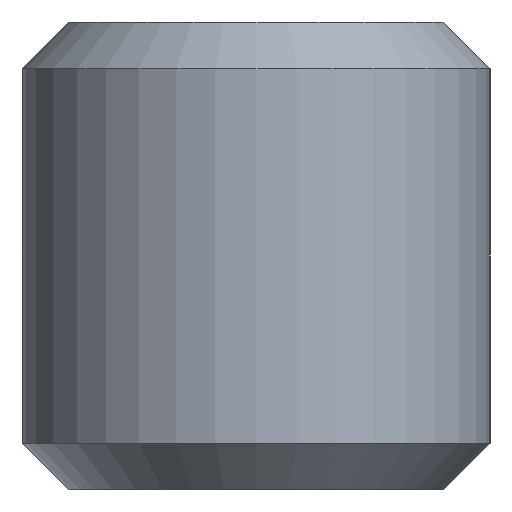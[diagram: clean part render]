
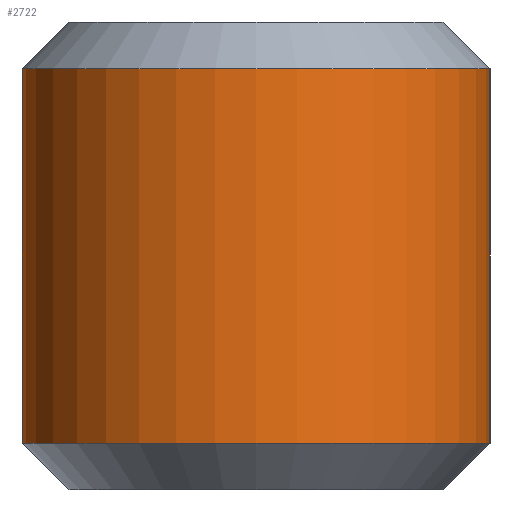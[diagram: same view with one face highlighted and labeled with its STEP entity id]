
A CAD part, left-side view. The second image highlights one B-rep face of the part: STEP entity #2722.
In plain terms, the highlighted cylindrical face has radius 5 mm (diameter 10 mm), a partial arc.
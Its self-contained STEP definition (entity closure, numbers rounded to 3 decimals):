
#132 = CONICAL_SURFACE('',#133,5.,0.785);
#133 = AXIS2_PLACEMENT_3D('',#134,#135,#136);
#134 = CARTESIAN_POINT('',(0.,0.,1.));
#135 = DIRECTION('',(0.,0.,1.));
#136 = DIRECTION('',(0.,1.,-0.));
#541 = PLANE('',#542);
#542 = AXIS2_PLACEMENT_3D('',#543,#544,#545);
#543 = CARTESIAN_POINT('',(0.,5.,0.));
#544 = DIRECTION('',(0.,1.,0.));
#545 = DIRECTION('',(1.,0.,0.));
#602 = VERTEX_POINT('',#603);
#603 = CARTESIAN_POINT('',(0.,5.,1.));
#941 = VERTEX_POINT('',#942);
#942 = CARTESIAN_POINT('',(0.,-5.,1.));
#961 = EDGE_CURVE('',#602,#941,#962,.T.);
#962 = SURFACE_CURVE('',#963,(#968,#975),.PCURVE_S1.);
#963 = CIRCLE('',#964,5.);
#964 = AXIS2_PLACEMENT_3D('',#965,#966,#967);
#965 = CARTESIAN_POINT('',(0.,0.,1.));
#966 = DIRECTION('',(0.,0.,1.));
#967 = DIRECTION('',(0.,1.,-0.));
#968 = PCURVE('',#132,#969);
#969 = DEFINITIONAL_REPRESENTATION('',(#970),#974);
#970 = LINE('',#971,#972);
#971 = CARTESIAN_POINT('',(0.,0.));
#972 = VECTOR('',#973,1.);
#973 = DIRECTION('',(1.,0.));
#974 = ( GEOMETRIC_REPRESENTATION_CONTEXT(2) 
PARAMETRIC_REPRESENTATION_CONTEXT() REPRESENTATION_CONTEXT('2D SPACE',''
  ) );
#975 = PCURVE('',#976,#981);
#976 = CYLINDRICAL_SURFACE('',#977,5.);
#977 = AXIS2_PLACEMENT_3D('',#978,#979,#980);
#978 = CARTESIAN_POINT('',(0.,0.,0.));
#979 = DIRECTION('',(-0.,-0.,-1.));
#980 = DIRECTION('',(1.,0.,0.));
#981 = DEFINITIONAL_REPRESENTATION('',(#982),#986);
#982 = LINE('',#983,#984);
#983 = CARTESIAN_POINT('',(-1.571,-1.));
#984 = VECTOR('',#985,1.);
#985 = DIRECTION('',(-1.,0.));
#986 = ( GEOMETRIC_REPRESENTATION_CONTEXT(2) 
PARAMETRIC_REPRESENTATION_CONTEXT() REPRESENTATION_CONTEXT('2D SPACE',''
  ) );
#1301 = PLANE('',#1302);
#1302 = AXIS2_PLACEMENT_3D('',#1303,#1304,#1305);
#1303 = CARTESIAN_POINT('',(0.,-5.,0.));
#1304 = DIRECTION('',(0.,1.,0.));
#1305 = DIRECTION('',(1.,0.,0.));
#2075 = EDGE_CURVE('',#602,#2076,#2078,.T.);
#2076 = VERTEX_POINT('',#2077);
#2077 = CARTESIAN_POINT('',(0.,5.,9.));
#2078 = SURFACE_CURVE('',#2079,(#2083,#2090),.PCURVE_S1.);
#2079 = LINE('',#2080,#2081);
#2080 = CARTESIAN_POINT('',(0.,5.,0.));
#2081 = VECTOR('',#2082,1.);
#2082 = DIRECTION('',(0.,0.,1.));
#2083 = PCURVE('',#541,#2084);
#2084 = DEFINITIONAL_REPRESENTATION('',(#2085),#2089);
#2085 = LINE('',#2086,#2087);
#2086 = CARTESIAN_POINT('',(0.,0.));
#2087 = VECTOR('',#2088,1.);
#2088 = DIRECTION('',(0.,-1.));
#2089 = ( GEOMETRIC_REPRESENTATION_CONTEXT(2) 
PARAMETRIC_REPRESENTATION_CONTEXT() REPRESENTATION_CONTEXT('2D SPACE',''
  ) );
#2090 = PCURVE('',#976,#2091);
#2091 = DEFINITIONAL_REPRESENTATION('',(#2092),#2096);
#2092 = LINE('',#2093,#2094);
#2093 = CARTESIAN_POINT('',(-1.571,0.));
#2094 = VECTOR('',#2095,1.);
#2095 = DIRECTION('',(-0.,-1.));
#2096 = ( GEOMETRIC_REPRESENTATION_CONTEXT(2) 
PARAMETRIC_REPRESENTATION_CONTEXT() REPRESENTATION_CONTEXT('2D SPACE',''
  ) );
#2161 = CONICAL_SURFACE('',#2162,5.,0.785);
#2162 = AXIS2_PLACEMENT_3D('',#2163,#2164,#2165);
#2163 = CARTESIAN_POINT('',(0.,0.,9.));
#2164 = DIRECTION('',(-0.,-0.,-1.));
#2165 = DIRECTION('',(0.,1.,-0.));
#2722 = ADVANCED_FACE('',(#2723),#976,.T.);
#2723 = FACE_BOUND('',#2724,.F.);
#2724 = EDGE_LOOP('',(#2725,#2726,#2750,#2771));
#2725 = ORIENTED_EDGE('',*,*,#2075,.T.);
#2726 = ORIENTED_EDGE('',*,*,#2727,.T.);
#2727 = EDGE_CURVE('',#2076,#2728,#2730,.T.);
#2728 = VERTEX_POINT('',#2729);
#2729 = CARTESIAN_POINT('',(0.,-5.,9.));
#2730 = SURFACE_CURVE('',#2731,(#2736,#2743),.PCURVE_S1.);
#2731 = CIRCLE('',#2732,5.);
#2732 = AXIS2_PLACEMENT_3D('',#2733,#2734,#2735);
#2733 = CARTESIAN_POINT('',(0.,0.,9.));
#2734 = DIRECTION('',(0.,0.,1.));
#2735 = DIRECTION('',(0.,1.,-0.));
#2736 = PCURVE('',#976,#2737);
#2737 = DEFINITIONAL_REPRESENTATION('',(#2738),#2742);
#2738 = LINE('',#2739,#2740);
#2739 = CARTESIAN_POINT('',(-1.571,-9.));
#2740 = VECTOR('',#2741,1.);
#2741 = DIRECTION('',(-1.,0.));
#2742 = ( GEOMETRIC_REPRESENTATION_CONTEXT(2) 
PARAMETRIC_REPRESENTATION_CONTEXT() REPRESENTATION_CONTEXT('2D SPACE',''
  ) );
#2743 = PCURVE('',#2161,#2744);
#2744 = DEFINITIONAL_REPRESENTATION('',(#2745),#2749);
#2745 = LINE('',#2746,#2747);
#2746 = CARTESIAN_POINT('',(-0.,0.));
#2747 = VECTOR('',#2748,1.);
#2748 = DIRECTION('',(-1.,0.));
#2749 = ( GEOMETRIC_REPRESENTATION_CONTEXT(2) 
PARAMETRIC_REPRESENTATION_CONTEXT() REPRESENTATION_CONTEXT('2D SPACE',''
  ) );
#2750 = ORIENTED_EDGE('',*,*,#2751,.F.);
#2751 = EDGE_CURVE('',#941,#2728,#2752,.T.);
#2752 = SURFACE_CURVE('',#2753,(#2757,#2764),.PCURVE_S1.);
#2753 = LINE('',#2754,#2755);
#2754 = CARTESIAN_POINT('',(0.,-5.,0.));
#2755 = VECTOR('',#2756,1.);
#2756 = DIRECTION('',(0.,0.,1.));
#2757 = PCURVE('',#976,#2758);
#2758 = DEFINITIONAL_REPRESENTATION('',(#2759),#2763);
#2759 = LINE('',#2760,#2761);
#2760 = CARTESIAN_POINT('',(-4.712,0.));
#2761 = VECTOR('',#2762,1.);
#2762 = DIRECTION('',(-0.,-1.));
#2763 = ( GEOMETRIC_REPRESENTATION_CONTEXT(2) 
PARAMETRIC_REPRESENTATION_CONTEXT() REPRESENTATION_CONTEXT('2D SPACE',''
  ) );
#2764 = PCURVE('',#1301,#2765);
#2765 = DEFINITIONAL_REPRESENTATION('',(#2766),#2770);
#2766 = LINE('',#2767,#2768);
#2767 = CARTESIAN_POINT('',(0.,0.));
#2768 = VECTOR('',#2769,1.);
#2769 = DIRECTION('',(0.,-1.));
#2770 = ( GEOMETRIC_REPRESENTATION_CONTEXT(2) 
PARAMETRIC_REPRESENTATION_CONTEXT() REPRESENTATION_CONTEXT('2D SPACE',''
  ) );
#2771 = ORIENTED_EDGE('',*,*,#961,.F.);
